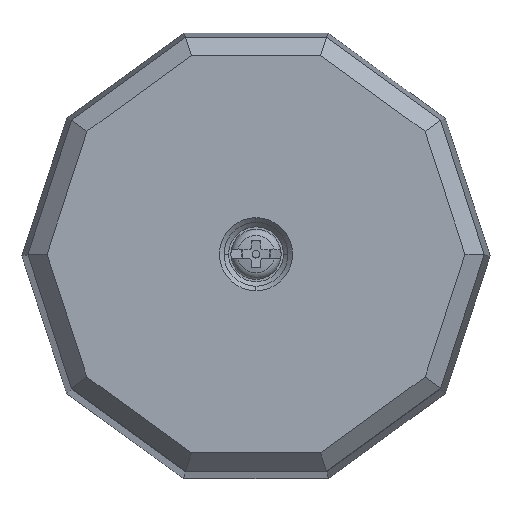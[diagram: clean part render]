
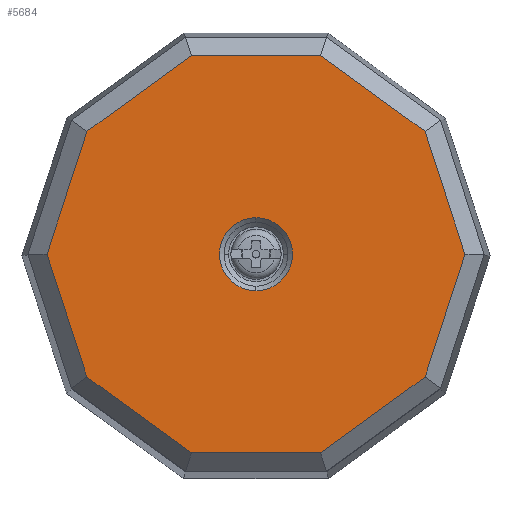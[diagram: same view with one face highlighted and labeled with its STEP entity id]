
A CAD part, top view. The second image highlights one B-rep face of the part: STEP entity #5684.
In plain terms, the highlighted planar face has unit normal (0, 0, 1).
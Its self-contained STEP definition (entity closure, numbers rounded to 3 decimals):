
#4916=CARTESIAN_POINT('',(0.,-4.,120.));
#4917=VERTEX_POINT('',#4916);
#4926=CARTESIAN_POINT('',(0.,4.,120.));
#4927=VERTEX_POINT('',#4926);
#4928=CARTESIAN_POINT('',(0.,0.,120.));
#4929=DIRECTION('',(0.0,0.0,1.0));
#4930=DIRECTION('',(0.0,-1.0,0.0));
#4931=AXIS2_PLACEMENT_3D('',#4928,#4929,#4930);
#4932=CIRCLE('',#4931,4.0);
#4933=EDGE_CURVE('',#4917,#4927,#4932,.T.);
#5422=CARTESIAN_POINT('',(-7.067,-21.75,120.));
#5423=VERTEX_POINT('',#5422);
#5424=CARTESIAN_POINT('',(-18.502,-13.442,120.));
#5425=VERTEX_POINT('',#5424);
#5426=CARTESIAN_POINT('',(-7.067,-21.75,120.));
#5427=DIRECTION('',(-0.809,0.588,0.0));
#5428=VECTOR('',#5427,14.134);
#5429=LINE('',#5426,#5428);
#5430=EDGE_CURVE('',#5423,#5425,#5429,.T.);
#5453=CARTESIAN_POINT('',(-22.869,0.,120.));
#5454=VERTEX_POINT('',#5453);
#5455=CARTESIAN_POINT('',(-18.502,-13.442,120.));
#5456=DIRECTION('',(-0.309,0.951,0.0));
#5457=VECTOR('',#5456,14.134);
#5458=LINE('',#5455,#5457);
#5459=EDGE_CURVE('',#5425,#5454,#5458,.T.);
#5477=CARTESIAN_POINT('',(-18.502,13.442,120.));
#5478=VERTEX_POINT('',#5477);
#5479=CARTESIAN_POINT('',(-22.869,0.,120.));
#5480=DIRECTION('',(0.309,0.951,0.0));
#5481=VECTOR('',#5480,14.134);
#5482=LINE('',#5479,#5481);
#5483=EDGE_CURVE('',#5454,#5478,#5482,.T.);
#5501=CARTESIAN_POINT('',(-7.067,21.75,120.));
#5502=VERTEX_POINT('',#5501);
#5503=CARTESIAN_POINT('',(-18.502,13.442,120.));
#5504=DIRECTION('',(0.809,0.588,0.0));
#5505=VECTOR('',#5504,14.134);
#5506=LINE('',#5503,#5505);
#5507=EDGE_CURVE('',#5478,#5502,#5506,.T.);
#5525=CARTESIAN_POINT('',(7.067,21.75,120.));
#5526=VERTEX_POINT('',#5525);
#5527=CARTESIAN_POINT('',(-7.067,21.75,120.));
#5528=DIRECTION('',(1.0,0.0,0.0));
#5529=VECTOR('',#5528,14.134);
#5530=LINE('',#5527,#5529);
#5531=EDGE_CURVE('',#5502,#5526,#5530,.T.);
#5549=CARTESIAN_POINT('',(18.502,13.442,120.));
#5550=VERTEX_POINT('',#5549);
#5551=CARTESIAN_POINT('',(7.067,21.75,120.));
#5552=DIRECTION('',(0.809,-0.588,0.0));
#5553=VECTOR('',#5552,14.134);
#5554=LINE('',#5551,#5553);
#5555=EDGE_CURVE('',#5526,#5550,#5554,.T.);
#5573=CARTESIAN_POINT('',(22.869,0.,120.));
#5574=VERTEX_POINT('',#5573);
#5575=CARTESIAN_POINT('',(18.502,13.442,120.));
#5576=DIRECTION('',(0.309,-0.951,0.0));
#5577=VECTOR('',#5576,14.134);
#5578=LINE('',#5575,#5577);
#5579=EDGE_CURVE('',#5550,#5574,#5578,.T.);
#5597=CARTESIAN_POINT('',(18.502,-13.442,120.));
#5598=VERTEX_POINT('',#5597);
#5599=CARTESIAN_POINT('',(22.869,0.,120.));
#5600=DIRECTION('',(-0.309,-0.951,0.0));
#5601=VECTOR('',#5600,14.134);
#5602=LINE('',#5599,#5601);
#5603=EDGE_CURVE('',#5574,#5598,#5602,.T.);
#5621=CARTESIAN_POINT('',(7.067,-21.75,120.));
#5622=VERTEX_POINT('',#5621);
#5623=CARTESIAN_POINT('',(18.502,-13.442,120.));
#5624=DIRECTION('',(-0.809,-0.588,0.0));
#5625=VECTOR('',#5624,14.134);
#5626=LINE('',#5623,#5625);
#5627=EDGE_CURVE('',#5598,#5622,#5626,.T.);
#5645=CARTESIAN_POINT('',(7.067,-21.75,120.));
#5646=DIRECTION('',(-1.0,0.0,0.0));
#5647=VECTOR('',#5646,14.134);
#5648=LINE('',#5645,#5647);
#5649=EDGE_CURVE('',#5622,#5423,#5648,.T.);
#5657=CARTESIAN_POINT('',(-25.156,-23.925,120.));
#5658=DIRECTION('',(0.0,0.0,1.0));
#5659=DIRECTION('',(1.0,0.0,0.0));
#5660=AXIS2_PLACEMENT_3D('',#5657,#5658,#5659);
#5661=PLANE('',#5660);
#5662=ORIENTED_EDGE('',*,*,#5430,.F.);
#5663=ORIENTED_EDGE('',*,*,#5649,.F.);
#5664=ORIENTED_EDGE('',*,*,#5627,.F.);
#5665=ORIENTED_EDGE('',*,*,#5603,.F.);
#5666=ORIENTED_EDGE('',*,*,#5579,.F.);
#5667=ORIENTED_EDGE('',*,*,#5555,.F.);
#5668=ORIENTED_EDGE('',*,*,#5531,.F.);
#5669=ORIENTED_EDGE('',*,*,#5507,.F.);
#5670=ORIENTED_EDGE('',*,*,#5483,.F.);
#5671=ORIENTED_EDGE('',*,*,#5459,.F.);
#5672=EDGE_LOOP('',(#5662,#5663,#5664,#5665,#5666,#5667,#5668,#5669,#5670,#5671));
#5673=FACE_OUTER_BOUND('',#5672,.T.);
#5674=CARTESIAN_POINT('',(0.,0.,120.));
#5675=DIRECTION('',(0.0,0.0,1.0));
#5676=DIRECTION('',(0.0,-1.0,0.0));
#5677=AXIS2_PLACEMENT_3D('',#5674,#5675,#5676);
#5678=CIRCLE('',#5677,4.0);
#5679=EDGE_CURVE('',#4927,#4917,#5678,.T.);
#5680=ORIENTED_EDGE('',*,*,#5679,.F.);
#5681=ORIENTED_EDGE('',*,*,#4933,.F.);
#5682=EDGE_LOOP('',(#5680,#5681));
#5683=FACE_BOUND('',#5682,.T.);
#5684=ADVANCED_FACE('',(#5673,#5683),#5661,.T.);
